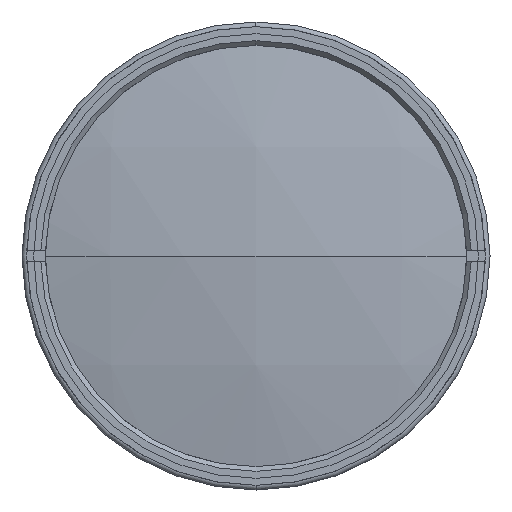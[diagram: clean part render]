
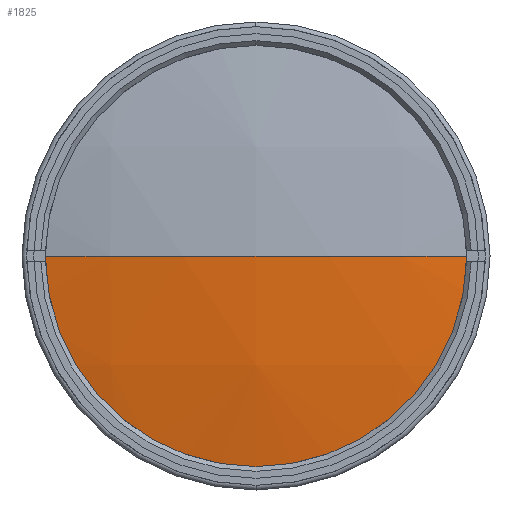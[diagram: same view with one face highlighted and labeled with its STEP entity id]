
A CAD part, left-side view. The second image highlights one B-rep face of the part: STEP entity #1825.
In plain terms, the highlighted spherical face has radius 224 mm.
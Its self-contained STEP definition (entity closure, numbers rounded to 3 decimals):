
#136 = EDGE_LOOP ( 'NONE', ( #5778, #3288, #5149 ) ) ;
#872 = CIRCLE ( 'NONE', #1705, 224. ) ;
#1705 = AXIS2_PLACEMENT_3D ( 'NONE', #11471, #4919, #12569 ) ;
#1822 = EDGE_CURVE ( 'NONE', #2784, #8239, #12080, .T. ) ;
#1825 = ADVANCED_FACE ( 'NONE', ( #3355 ), #5225, .T. ) ;
#2526 = CARTESIAN_POINT ( 'NONE',  ( -38.581, 0., 0. ) ) ;
#2563 = CARTESIAN_POINT ( 'NONE',  ( -262.581, 0., 0. ) ) ;
#2784 = VERTEX_POINT ( 'NONE', #12308 ) ;
#3288 = ORIENTED_EDGE ( 'NONE', *, *, #3546, .T. ) ;
#3355 = FACE_OUTER_BOUND ( 'NONE', #136, .T. ) ;
#3501 = CARTESIAN_POINT ( 'NONE',  ( -38.581, 0., 0. ) ) ;
#3546 = EDGE_CURVE ( 'NONE', #8239, #12268, #12657, .T. ) ;
#3625 = DIRECTION ( 'NONE',  ( 0., 1., 0. ) ) ;
#4650 = DIRECTION ( 'NONE',  ( 0., 1., 0. ) ) ;
#4919 = DIRECTION ( 'NONE',  ( 0., 0., 1. ) ) ;
#5149 = ORIENTED_EDGE ( 'NONE', *, *, #7214, .F. ) ;
#5225 = SPHERICAL_SURFACE ( 'NONE', #10908, 224. ) ;
#5701 = CARTESIAN_POINT ( 'NONE',  ( -257.701, 0., 0. ) ) ;
#5778 = ORIENTED_EDGE ( 'NONE', *, *, #1822, .T. ) ;
#6517 = AXIS2_PLACEMENT_3D ( 'NONE', #5701, #13344, #6794 ) ;
#6794 = DIRECTION ( 'NONE',  ( 0., 0., 1. ) ) ;
#7214 = EDGE_CURVE ( 'NONE', #2784, #12268, #872, .T. ) ;
#8239 = VERTEX_POINT ( 'NONE', #11111 ) ;
#8454 = AXIS2_PLACEMENT_3D ( 'NONE', #2526, #10168, #3625 ) ;
#10168 = DIRECTION ( 'NONE',  ( 0., 0., -1. ) ) ;
#10908 = AXIS2_PLACEMENT_3D ( 'NONE', #3501, #11196, #4650 ) ;
#11111 = CARTESIAN_POINT ( 'NONE',  ( -257.701, -46.5, 0. ) ) ;
#11196 = DIRECTION ( 'NONE',  ( 0., 0., -1. ) ) ;
#11471 = CARTESIAN_POINT ( 'NONE',  ( -38.581, 0., 0. ) ) ;
#12080 = CIRCLE ( 'NONE', #6517, 46.5 ) ;
#12268 = VERTEX_POINT ( 'NONE', #2563 ) ;
#12308 = CARTESIAN_POINT ( 'NONE',  ( -257.701, 46.5, 0. ) ) ;
#12569 = DIRECTION ( 'NONE',  ( 0., -1., 0. ) ) ;
#12657 = CIRCLE ( 'NONE', #8454, 224. ) ;
#13344 = DIRECTION ( 'NONE',  ( -1., 0., 0. ) ) ;
